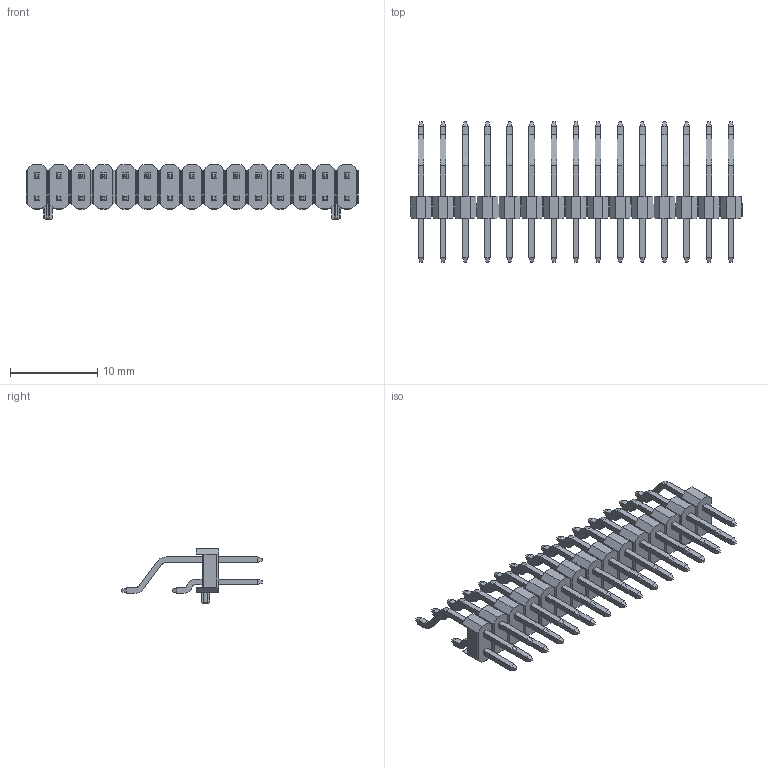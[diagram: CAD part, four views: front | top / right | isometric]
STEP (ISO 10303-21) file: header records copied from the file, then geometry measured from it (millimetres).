
FILE_DESCRIPTION(('STEP AP242'),'1');
FILE_NAME('1156943.stp','2024-05-15T07:17:41',('TraceParts'),('TraceParts S.A.'),'Spatial InterOp 3D',' ',' ');
FILE_SCHEMA(('AP242_MANAGED_MODEL_BASED_3D_ENGINEERING_MIM_LF {1 0 10303 442 1 1 4}'));
Length unit declared in the file: millimetre
Products named in the file (1): 1156943
Bounding box: 38.1 x 16.1 x 6.28 mm (x, y, z)
Volume: 500.1 mm3; surface area: 1587.9 mm2
Topology: 1 solids, 1 shells, 1130 faces, 2848 edges, 1780 vertices
Faces by surface type: plane 986, cylinder 132, cone 12
Entity records: 42079 total; most frequent: CARTESIAN_POINT 5908, ORIENTED_EDGE 5696, DIRECTION 5351, EDGE_CURVE 2848, LINE 2529, VECTOR 2529, VERTEX_POINT 1780, AXIS2_PLACEMENT_3D 1411
